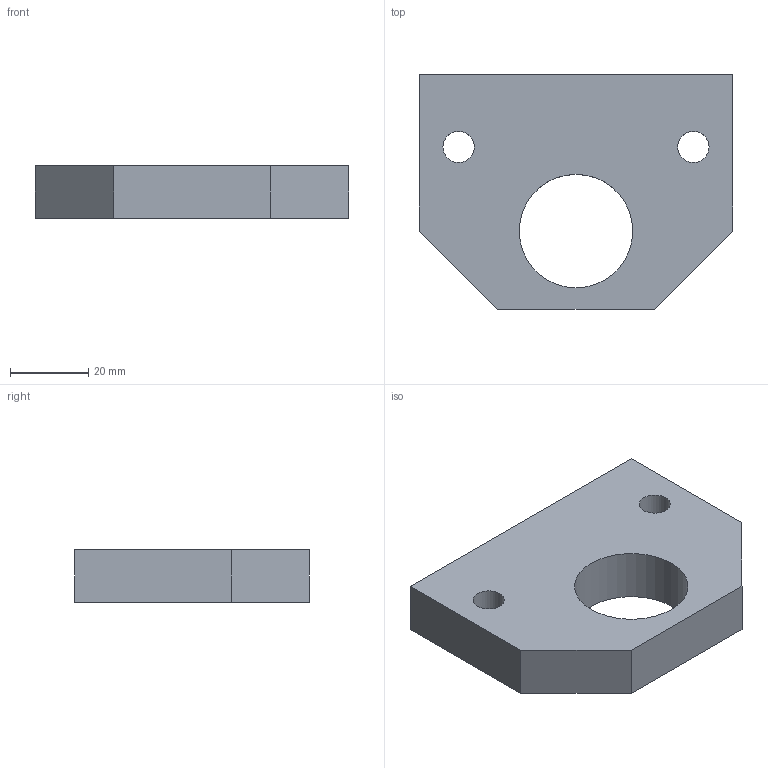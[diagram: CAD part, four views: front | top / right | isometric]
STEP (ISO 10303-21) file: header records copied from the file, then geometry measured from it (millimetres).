
FILE_DESCRIPTION(('FreeCAD Model'),'2;1');
FILE_NAME( 'ZAxisBottom.step', '2019-09-01T17:02:56',('Author'),(''), 'Open CASCADE STEP processor 7.3','FreeCAD','Unknown');
FILE_SCHEMA(('AUTOMOTIVE_DESIGN { 1 0 10303 214 1 1 1 1 }'));
Length unit declared in the file: millimetre
Products named in the file (1): ZAxisBottom
Bounding box: 80 x 60 x 13.5 mm (x, y, z)
Volume: 49125.8 mm3; surface area: 12650.1 mm2
Topology: 1 solids, 1 shells, 11 faces, 27 edges, 18 vertices
Faces by surface type: plane 8, cylinder 3
Full cylindrical faces by diameter (mm): 8 x2, 29 x1
Entity records: 711 total; most frequent: CARTESIAN_POINT 111, DIRECTION 111, LINE 69, VECTOR 69, ORIENTED_EDGE 54, PCURVE 54, DEFINITIONAL_REPRESENTATION 54, EDGE_CURVE 27
